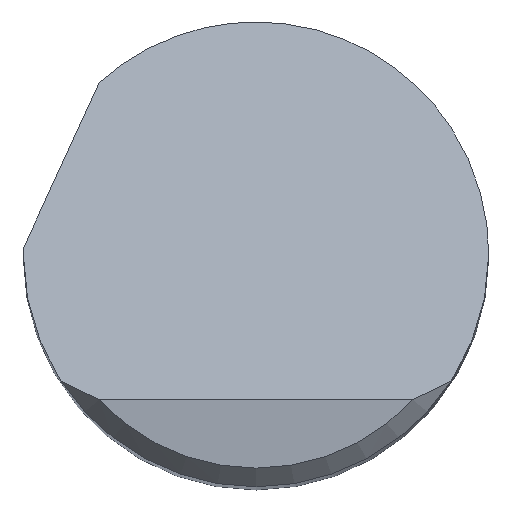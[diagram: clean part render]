
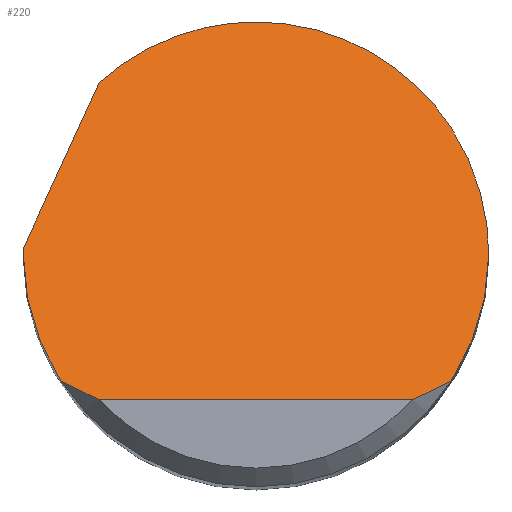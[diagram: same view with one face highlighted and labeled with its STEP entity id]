
A CAD part, top view. The second image highlights one B-rep face of the part: STEP entity #220.
In plain terms, the highlighted planar face has unit normal (0, 0.707, 0.707).
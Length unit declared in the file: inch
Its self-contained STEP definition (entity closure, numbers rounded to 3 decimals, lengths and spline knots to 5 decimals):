
#2 = CARTESIAN_POINT ( 'NONE',  ( -0.23821, -0.10589, 2.98839 ) ) ;
#4 =( BOUNDED_CURVE ( )  B_SPLINE_CURVE ( 3, ( #391, #258, #320, #599 ),
 .UNSPECIFIED., .F., .F. ) 
 B_SPLINE_CURVE_WITH_KNOTS ( ( 4, 4 ),
 ( 1.5708, 2.14917 ),
 .UNSPECIFIED. ) 
 CURVE ( )  GEOMETRIC_REPRESENTATION_ITEM ( )  RATIONAL_B_SPLINE_CURVE ( ( 1., 0.972, 0.972, 1. ) ) 
 REPRESENTATION_ITEM ( '' )  );
#10 = EDGE_CURVE ( 'NONE', #881, #690, #419, .T. ) ;
#25 = CARTESIAN_POINT ( 'NONE',  ( -0.12625, 0.13863, 2.74387 ) ) ;
#75 = EDGE_CURVE ( 'NONE', #749, #512, #558, .T. ) ;
#87 = CARTESIAN_POINT ( 'NONE',  ( -0.1875, 0., 2.8825 ) ) ;
#103 = EDGE_CURVE ( 'NONE', #554, #749, #128, .T. ) ;
#128 = B_SPLINE_CURVE_WITH_KNOTS ( 'NONE', 3,
 ( #797, #518, #598, #328 ),
 .UNSPECIFIED., .F., .F.,
 ( 4, 4 ),
 ( 0., 0.00095 ),
 .UNSPECIFIED. ) ;
#140 =( BOUNDED_CURVE ( )  B_SPLINE_CURVE ( 3, ( #87, #368, #642, #515 ),
 .UNSPECIFIED., .F., .F. ) 
 B_SPLINE_CURVE_WITH_KNOTS ( ( 4, 4 ),
 ( 4.71239, 4.73906 ),
 .UNSPECIFIED. ) 
 CURVE ( )  GEOMETRIC_REPRESENTATION_ITEM ( )  RATIONAL_B_SPLINE_CURVE ( ( 1., 1., 1., 1. ) ) 
 REPRESENTATION_ITEM ( '' )  );
#202 = CARTESIAN_POINT ( 'NONE',  ( -0.1875, -0.1175, 3. ) ) ;
#208 = CARTESIAN_POINT ( 'NONE',  ( -0.1875, -0.03666, 2.91916 ) ) ;
#220 = ADVANCED_FACE ( 'NONE', ( #343 ), #882, .F. ) ;
#230 = CARTESIAN_POINT ( 'NONE',  ( -0.157, -0.1025, 2.985 ) ) ;
#234 = VECTOR ( 'NONE', #833, 39.37008 ) ;
#249 = CARTESIAN_POINT ( 'NONE',  ( 0.12629, -0.1175, 3. ) ) ;
#258 = CARTESIAN_POINT ( 'NONE',  ( 0.1875, -0.03666, 2.91916 ) ) ;
#299 = CARTESIAN_POINT ( 'NONE',  ( -0.1875, 0., 2.8825 ) ) ;
#306 = CARTESIAN_POINT ( 'NONE',  ( -0.12625, 0.13863, 2.74387 ) ) ;
#318 = CARTESIAN_POINT ( 'NONE',  ( 0., -0.1175, 3. ) ) ;
#320 = CARTESIAN_POINT ( 'NONE',  ( 0.17704, -0.0718, 2.9543 ) ) ;
#328 = CARTESIAN_POINT ( 'NONE',  ( -0.12629, -0.1175, 3. ) ) ;
#332 = DIRECTION ( 'NONE',  ( 0., 0.707, -0.707 ) ) ;
#342 = CARTESIAN_POINT ( 'NONE',  ( -0.12629, -0.1175, 3. ) ) ;
#343 = FACE_OUTER_BOUND ( 'NONE', #458, .T. ) ;
#350 = EDGE_CURVE ( 'NONE', #854, #819, #4, .T. ) ;
#368 = CARTESIAN_POINT ( 'NONE',  ( -0.1875, 0.00167, 2.88083 ) ) ;
#377 = CARTESIAN_POINT ( 'NONE',  ( 0.157, -0.1025, 2.985 ) ) ;
#391 = CARTESIAN_POINT ( 'NONE',  ( 0.1875, 0., 2.8825 ) ) ;
#419 = LINE ( 'NONE', #2, #234 ) ;
#458 = EDGE_LOOP ( 'NONE', ( #482, #791, #838, #746, #744, #883, #576, #543 ) ) ;
#473 = VERTEX_POINT ( 'NONE', #299 ) ;
#482 = ORIENTED_EDGE ( 'NONE', *, *, #75, .T. ) ;
#487 = CARTESIAN_POINT ( 'NONE',  ( -0.18743, 0.005, 2.8775 ) ) ;
#497 = CARTESIAN_POINT ( 'NONE',  ( 0.12629, -0.1175, 3. ) ) ;
#502 = CARTESIAN_POINT ( 'NONE',  ( 0.157, -0.1025, 2.985 ) ) ;
#512 = VERTEX_POINT ( 'NONE', #497 ) ;
#515 = CARTESIAN_POINT ( 'NONE',  ( -0.18743, 0.005, 2.8775 ) ) ;
#518 = CARTESIAN_POINT ( 'NONE',  ( -0.14711, -0.10785, 2.99035 ) ) ;
#528 = DIRECTION ( 'NONE',  ( 1., 0., 0. ) ) ;
#530 = CARTESIAN_POINT ( 'NONE',  ( 0.1875, 0., 2.8825 ) ) ;
#543 = ORIENTED_EDGE ( 'NONE', *, *, #103, .T. ) ;
#547 = CARTESIAN_POINT ( 'NONE',  ( -0.157, -0.1025, 2.985 ) ) ;
#554 = VERTEX_POINT ( 'NONE', #230 ) ;
#555 = CARTESIAN_POINT ( 'NONE',  ( 0.1875, 0., 2.8825 ) ) ;
#557 =( BOUNDED_CURVE ( )  B_SPLINE_CURVE ( 3, ( #547, #824, #208, #761 ),
 .UNSPECIFIED., .F., .F. ) 
 B_SPLINE_CURVE_WITH_KNOTS ( ( 4, 4 ),
 ( 4.13401, 4.71239 ),
 .UNSPECIFIED. ) 
 CURVE ( )  GEOMETRIC_REPRESENTATION_ITEM ( )  RATIONAL_B_SPLINE_CURVE ( ( 1., 0.972, 0.972, 1. ) ) 
 REPRESENTATION_ITEM ( '' )  );
#558 = LINE ( 'NONE', #318, #695 ) ;
#563 = AXIS2_PLACEMENT_3D ( 'NONE', #202, #611, #332 ) ;
#569 = EDGE_CURVE ( 'NONE', #473, #881, #140, .T. ) ;
#576 = ORIENTED_EDGE ( 'NONE', *, *, #770, .F. ) ;
#582 = EDGE_CURVE ( 'NONE', #512, #819, #693, .T. ) ;
#585 = CARTESIAN_POINT ( 'NONE',  ( 0.1369, -0.11288, 2.99538 ) ) ;
#598 = CARTESIAN_POINT ( 'NONE',  ( -0.1369, -0.11288, 2.99538 ) ) ;
#599 = CARTESIAN_POINT ( 'NONE',  ( 0.157, -0.1025, 2.985 ) ) ;
#611 = DIRECTION ( 'NONE',  ( 0., -0.707, -0.707 ) ) ;
#642 = CARTESIAN_POINT ( 'NONE',  ( -0.18748, 0.00333, 2.87917 ) ) ;
#660 =( BOUNDED_CURVE ( )  B_SPLINE_CURVE ( 3, ( #306, #743, #876, #530 ),
 .UNSPECIFIED., .F., .F. ) 
 B_SPLINE_CURVE_WITH_KNOTS ( ( 4, 4 ),
 ( 5.54449, 7.85398 ),
 .UNSPECIFIED. ) 
 CURVE ( )  GEOMETRIC_REPRESENTATION_ITEM ( )  RATIONAL_B_SPLINE_CURVE ( ( 1., 0.603, 0.603, 1. ) ) 
 REPRESENTATION_ITEM ( '' )  );
#684 = EDGE_CURVE ( 'NONE', #690, #854, #660, .T. ) ;
#690 = VERTEX_POINT ( 'NONE', #25 ) ;
#693 = B_SPLINE_CURVE_WITH_KNOTS ( 'NONE', 3,
 ( #249, #585, #861, #377 ),
 .UNSPECIFIED., .F., .F.,
 ( 4, 4 ),
 ( 0., 0.00095 ),
 .UNSPECIFIED. ) ;
#695 = VECTOR ( 'NONE', #528, 39.37008 ) ;
#743 = CARTESIAN_POINT ( 'NONE',  ( 0.014, 0.26635, 2.61615 ) ) ;
#744 = ORIENTED_EDGE ( 'NONE', *, *, #10, .F. ) ;
#746 = ORIENTED_EDGE ( 'NONE', *, *, #684, .F. ) ;
#749 = VERTEX_POINT ( 'NONE', #342 ) ;
#761 = CARTESIAN_POINT ( 'NONE',  ( -0.1875, 0., 2.8825 ) ) ;
#770 = EDGE_CURVE ( 'NONE', #554, #473, #557, .T. ) ;
#791 = ORIENTED_EDGE ( 'NONE', *, *, #582, .T. ) ;
#797 = CARTESIAN_POINT ( 'NONE',  ( -0.157, -0.1025, 2.985 ) ) ;
#819 = VERTEX_POINT ( 'NONE', #502 ) ;
#824 = CARTESIAN_POINT ( 'NONE',  ( -0.17704, -0.0718, 2.9543 ) ) ;
#833 = DIRECTION ( 'NONE',  ( 0.308, 0.673, -0.673 ) ) ;
#838 = ORIENTED_EDGE ( 'NONE', *, *, #350, .F. ) ;
#854 = VERTEX_POINT ( 'NONE', #555 ) ;
#861 = CARTESIAN_POINT ( 'NONE',  ( 0.14711, -0.10785, 2.99035 ) ) ;
#876 = CARTESIAN_POINT ( 'NONE',  ( 0.1875, 0.18969, 2.69281 ) ) ;
#881 = VERTEX_POINT ( 'NONE', #487 ) ;
#882 = PLANE ( 'NONE',  #563 ) ;
#883 = ORIENTED_EDGE ( 'NONE', *, *, #569, .F. ) ;
